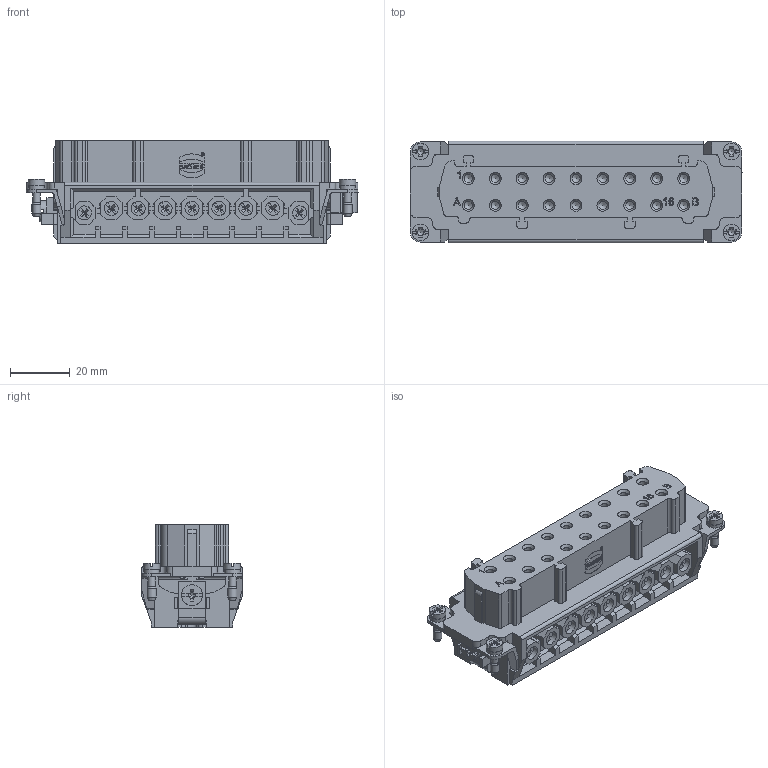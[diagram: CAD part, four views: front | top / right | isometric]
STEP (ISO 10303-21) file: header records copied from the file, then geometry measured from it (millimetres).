
FILE_DESCRIPTION(/* description */ (''),/* implementation_level */ '2;1');
FILE_NAME(/* name */ '100118274ugm000_b.stp',/* time_stamp */ '2019-04-02T09:09:07+02:00',/* author */ (''),/* organization */ (''),/* preprocessor_version */ 'ST-DEVELOPER v16.7',/* originating_system */ 'SIEMENS PLM Software NX 12.0',/* authorisation */ '');
FILE_SCHEMA (('AUTOMOTIVE_DESIGN { 1 0 10303 214 3 1 1 1 }'));
Products named in the file (1): 100118274ugm000_b
Bounding box: 111 x 34 x 34.4 mm (x, y, z)
Volume: 64257.1 mm3; surface area: 29774.3 mm2
Topology: 1 solids, 1 shells, 2873 faces, 8068 edges, 5314 vertices
Faces by surface type: plane 1742, bspline 486, cylinder 358, cone 233, extrusion 36, torus 18
Full cylindrical faces by diameter (mm): 0.911 x1, 1.077 x1, 2.438 x2, 2.5 x6, 2.8 x18, 3 x4, 3.05 x18, 3.2 x27, 4.7 x18, 5.3 x4, 5.5 x4, 7 x1
Entity records: 130358 total; most frequent: CARTESIAN_POINT 42898, ORIENTED_EDGE 15060, DIRECTION 11813, EDGE_CURVE 7530, VERTEX_POINT 4982, VECTOR 4675, LINE 4639, AXIS2_PLACEMENT_3D 3569
